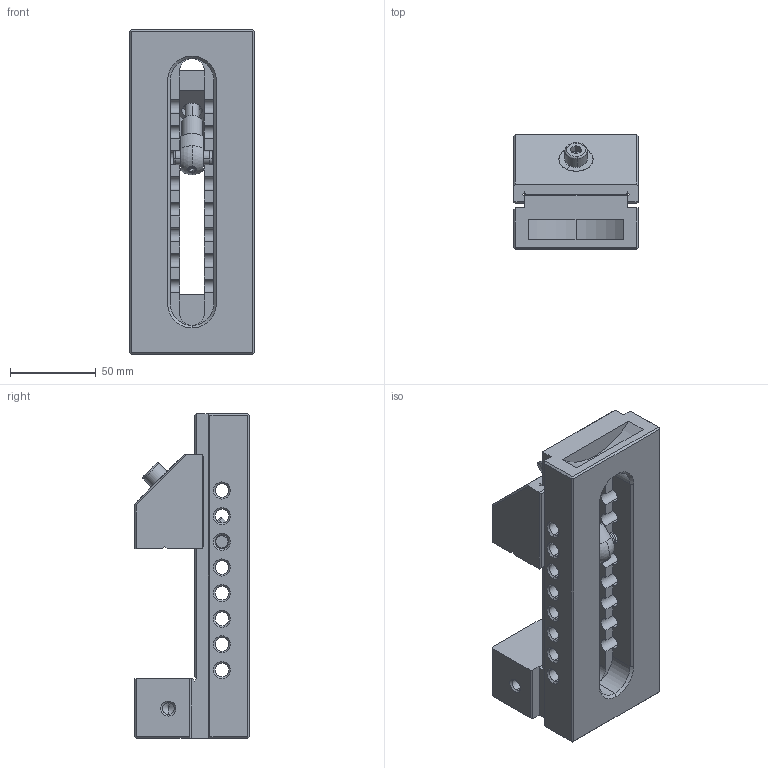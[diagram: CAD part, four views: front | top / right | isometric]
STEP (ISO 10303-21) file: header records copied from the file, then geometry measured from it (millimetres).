
FILE_DESCRIPTION (( 'STEP AP203' ), '1' );
FILE_NAME ('QKG73-00.STEP', '2021-06-26T00:55:30', ( '' ), ( '' ), 'SwSTEP 2.0', 'SolidWorks 2012', '' );
FILE_SCHEMA (( 'CONFIG_CONTROL_DESIGN' ));
Length unit declared in the file: millimetre
Products named in the file (8): QKG73-00; GB／T119 A8×23_GB／T119 A8×23; GB／T78 M5×6_M5X6; GB／T70.1 M8×40 12.9级_GB／T70.1 M8×40 12.9级; QKG63-05; QKG63-02; QKG73-04; QKG73-01
Assembly tree (7 placements, depth 2):
  QKG73-00
    QKG73-01
    QKG73-04
    QKG63-02
    QKG63-05
    GB／T70.1 M8×40 12.9级_GB／T70.1 M8×40 12.9级
    GB／T78 M5×6_M5X6
    GB／T119 A8×23_GB／T119 A8×23
Bounding box: 73 x 67 x 190 mm (x, y, z)
Volume: 497145.1 mm3; surface area: 93109.2 mm2
Topology: 7 solids, 7 shells, 305 faces, 771 edges, 458 vertices
Faces by surface type: plane 151, cone 77, cylinder 69, sphere 6, torus 2
Entity records: 9951 total; most frequent: CARTESIAN_POINT 1676, DIRECTION 1613, ORIENTED_EDGE 1510, EDGE_CURVE 755, AXIS2_PLACEMENT_3D 553, LINE 507, VECTOR 507, VERTEX_POINT 454
